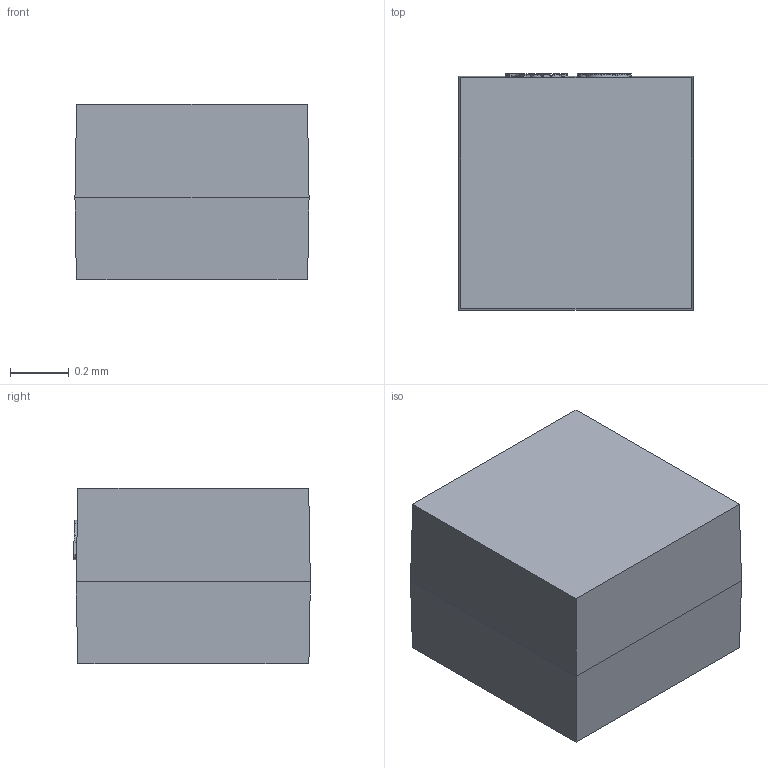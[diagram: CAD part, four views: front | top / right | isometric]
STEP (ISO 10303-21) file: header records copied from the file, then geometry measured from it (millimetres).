
FILE_DESCRIPTION (( 'STEP AP214' ), '1' );
FILE_NAME ('LED-ARRAY-SMD_4P-L0.80-W0.80-H0.6-BR.step', '2022-07-08T11:14:39', ( '' ), ( '' ), 'SwSTEP 2.0', 'SolidWorks 2020', '' );
FILE_SCHEMA (( 'AUTOMOTIVE_DESIGN' ));
Length unit declared in the file: millimetre
Products named in the file (1): LED-ARRAY-SMD_4P-L0.80-W0.80-H0.6-BR
Bounding box: 0.8 x 0.81 x 0.6 mm (x, y, z)
Volume: 0.4 mm3; surface area: 3.2 mm2
Topology: 1 solids, 1 shells, 298 faces, 826 edges, 557 vertices
Faces by surface type: plane 186, bspline 112
Entity records: 13966 total; most frequent: CARTESIAN_POINT 3786, ORIENTED_EDGE 1652, DIRECTION 972, EDGE_CURVE 826, VECTOR 598, LINE 598, VERTEX_POINT 557, EDGE_LOOP 325
